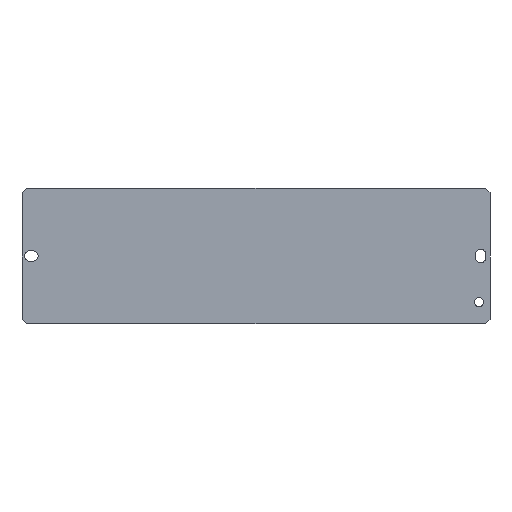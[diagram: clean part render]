
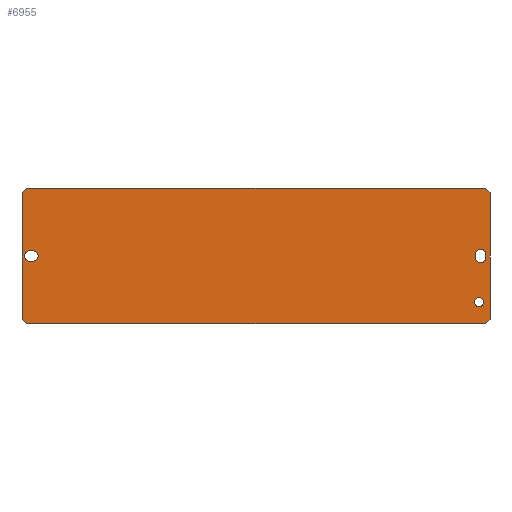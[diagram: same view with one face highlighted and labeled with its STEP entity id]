
A CAD part, front view. The second image highlights one B-rep face of the part: STEP entity #6955.
In plain terms, the highlighted planar face has unit normal (0, -1, 0).
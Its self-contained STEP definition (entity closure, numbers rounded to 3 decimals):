
#46=AXIS2_PLACEMENT_3D('Circle Axis2P3D',#44,#45,$) ;
#89=AXIS2_PLACEMENT_3D('Circle Axis2P3D',#87,#88,$) ;
#2366=AXIS2_PLACEMENT_3D('Circle Axis2P3D',#2364,#2365,$) ;
#2407=AXIS2_PLACEMENT_3D('Circle Axis2P3D',#2405,#2406,$) ;
#4200=AXIS2_PLACEMENT_3D('Circle Axis2P3D',#4198,#4199,$) ;
#4250=AXIS2_PLACEMENT_3D('Circle Axis2P3D',#4248,#4249,$) ;
#6927=AXIS2_PLACEMENT_3D('Plane Axis2P3D',#6924,#6925,#6926) ;
#44=CARTESIAN_POINT('Axis2P3D Location',(201.144,0.,9.5)) ;
#48=CARTESIAN_POINT('Vertex',(203.144,0.,9.5)) ;
#50=CARTESIAN_POINT('Vertex',(199.144,0.,9.5)) ;
#87=CARTESIAN_POINT('Axis2P3D Location',(201.144,0.,9.5)) ;
#330=CARTESIAN_POINT('Vertex',(206.,0.,57.6)) ;
#333=CARTESIAN_POINT('Line Origine',(206.,0.,29.8)) ;
#337=CARTESIAN_POINT('Vertex',(206.,0.,2.)) ;
#1955=CARTESIAN_POINT('Line Origine',(205.,0.,58.6)) ;
#1959=CARTESIAN_POINT('Vertex',(204.,0.,59.6)) ;
#1991=CARTESIAN_POINT('Vertex',(204.,0.,0.)) ;
#2001=CARTESIAN_POINT('Line Origine',(205.,0.,1.)) ;
#2200=CARTESIAN_POINT('Line Origine',(103.,0.,59.6)) ;
#2204=CARTESIAN_POINT('Vertex',(2.,0.,59.6)) ;
#2257=CARTESIAN_POINT('Line Origine',(103.,0.,0.)) ;
#2261=CARTESIAN_POINT('Vertex',(2.,0.,0.)) ;
#2314=CARTESIAN_POINT('Vertex',(0.,0.,2.)) ;
#2317=CARTESIAN_POINT('Line Origine',(0.,0.,29.8)) ;
#2321=CARTESIAN_POINT('Vertex',(0.,0.,57.6)) ;
#2364=CARTESIAN_POINT('Axis2P3D Location',(3.34,0.,29.8)) ;
#2368=CARTESIAN_POINT('Vertex',(3.34,0.,27.55)) ;
#2370=CARTESIAN_POINT('Vertex',(3.34,0.,32.05)) ;
#2405=CARTESIAN_POINT('Axis2P3D Location',(4.84,0.,29.8)) ;
#2409=CARTESIAN_POINT('Vertex',(4.84,0.,32.05)) ;
#2411=CARTESIAN_POINT('Vertex',(4.84,0.,27.55)) ;
#4033=CARTESIAN_POINT('Line Origine',(4.09,0.,32.05)) ;
#4056=CARTESIAN_POINT('Line Origine',(4.09,0.,27.55)) ;
#4112=CARTESIAN_POINT('Line Origine',(1.,0.,1.)) ;
#4135=CARTESIAN_POINT('Line Origine',(1.,0.,58.6)) ;
#4166=CARTESIAN_POINT('Line Origine',(199.658,0.,29.8)) ;
#4170=CARTESIAN_POINT('Vertex',(199.658,0.,30.55)) ;
#4172=CARTESIAN_POINT('Vertex',(199.658,0.,29.05)) ;
#4198=CARTESIAN_POINT('Axis2P3D Location',(201.908,0.,30.55)) ;
#4202=CARTESIAN_POINT('Vertex',(204.158,0.,30.55)) ;
#4223=CARTESIAN_POINT('Line Origine',(204.158,0.,29.8)) ;
#4227=CARTESIAN_POINT('Vertex',(204.158,0.,29.05)) ;
#4248=CARTESIAN_POINT('Axis2P3D Location',(201.908,0.,29.05)) ;
#6924=CARTESIAN_POINT('Axis2P3D Location',(0.,0.,0.)) ;
#45=DIRECTION('Axis2P3D Direction',(0.,1.,0.)) ;
#88=DIRECTION('Axis2P3D Direction',(0.,1.,0.)) ;
#334=DIRECTION('Vector Direction',(0.,0.,-1.)) ;
#1956=DIRECTION('Vector Direction',(0.707,0.,-0.707)) ;
#2002=DIRECTION('Vector Direction',(0.707,0.,0.707)) ;
#2201=DIRECTION('Vector Direction',(1.,0.,0.)) ;
#2258=DIRECTION('Vector Direction',(-1.,0.,0.)) ;
#2318=DIRECTION('Vector Direction',(0.,0.,1.)) ;
#2365=DIRECTION('Axis2P3D Direction',(0.,1.,-0.)) ;
#2406=DIRECTION('Axis2P3D Direction',(0.,1.,-0.)) ;
#4034=DIRECTION('Vector Direction',(-1.,0.,0.)) ;
#4057=DIRECTION('Vector Direction',(1.,0.,0.)) ;
#4113=DIRECTION('Vector Direction',(-0.707,0.,0.707)) ;
#4136=DIRECTION('Vector Direction',(-0.707,0.,-0.707)) ;
#4167=DIRECTION('Vector Direction',(0.,0.,-1.)) ;
#4199=DIRECTION('Axis2P3D Direction',(0.,1.,-0.)) ;
#4224=DIRECTION('Vector Direction',(0.,0.,1.)) ;
#4249=DIRECTION('Axis2P3D Direction',(0.,1.,-0.)) ;
#6925=DIRECTION('Axis2P3D Direction',(0.,1.,0.)) ;
#6926=DIRECTION('Axis2P3D XDirection',(0.,0.,1.)) ;
#335=VECTOR('Line Direction',#334,1.) ;
#1957=VECTOR('Line Direction',#1956,1.) ;
#2003=VECTOR('Line Direction',#2002,1.) ;
#2202=VECTOR('Line Direction',#2201,1.) ;
#2259=VECTOR('Line Direction',#2258,1.) ;
#2319=VECTOR('Line Direction',#2318,1.) ;
#4035=VECTOR('Line Direction',#4034,1.) ;
#4058=VECTOR('Line Direction',#4057,1.) ;
#4114=VECTOR('Line Direction',#4113,1.) ;
#4137=VECTOR('Line Direction',#4136,1.) ;
#4168=VECTOR('Line Direction',#4167,1.) ;
#4225=VECTOR('Line Direction',#4224,1.) ;
#6930=ORIENTED_EDGE('',*,*,#4139,.F.) ;
#6931=ORIENTED_EDGE('',*,*,#2323,.F.) ;
#6932=ORIENTED_EDGE('',*,*,#4116,.F.) ;
#6933=ORIENTED_EDGE('',*,*,#2263,.F.) ;
#6934=ORIENTED_EDGE('',*,*,#2005,.F.) ;
#6935=ORIENTED_EDGE('',*,*,#339,.F.) ;
#6936=ORIENTED_EDGE('',*,*,#1961,.F.) ;
#6937=ORIENTED_EDGE('',*,*,#2206,.F.) ;
#6940=ORIENTED_EDGE('',*,*,#52,.T.) ;
#6941=ORIENTED_EDGE('',*,*,#91,.T.) ;
#6944=ORIENTED_EDGE('',*,*,#4174,.F.) ;
#6945=ORIENTED_EDGE('',*,*,#4204,.T.) ;
#6946=ORIENTED_EDGE('',*,*,#4229,.F.) ;
#6947=ORIENTED_EDGE('',*,*,#4252,.T.) ;
#6950=ORIENTED_EDGE('',*,*,#4037,.F.) ;
#6951=ORIENTED_EDGE('',*,*,#2413,.T.) ;
#6952=ORIENTED_EDGE('',*,*,#4060,.F.) ;
#6953=ORIENTED_EDGE('',*,*,#2372,.T.) ;
#6942=FACE_BOUND('',#6939,.T.) ;
#6948=FACE_BOUND('',#6943,.T.) ;
#6954=FACE_BOUND('',#6949,.T.) ;
#6955=ADVANCED_FACE('Housing',(#6938,#6942,#6948,#6954),#6928,.F.) ;
#47=CIRCLE('generated circle',#46,2.) ;
#90=CIRCLE('generated circle',#89,2.) ;
#2367=CIRCLE('generated circle',#2366,2.25) ;
#2408=CIRCLE('generated circle',#2407,2.25) ;
#4201=CIRCLE('generated circle',#4200,2.25) ;
#4251=CIRCLE('generated circle',#4250,2.25) ;
#52=EDGE_CURVE('',#49,#51,#47,.T.) ;
#91=EDGE_CURVE('',#51,#49,#90,.T.) ;
#339=EDGE_CURVE('',#331,#338,#336,.T.) ;
#1961=EDGE_CURVE('',#1960,#331,#1958,.T.) ;
#2005=EDGE_CURVE('',#338,#1992,#2004,.F.) ;
#2206=EDGE_CURVE('',#2205,#1960,#2203,.T.) ;
#2263=EDGE_CURVE('',#1992,#2262,#2260,.T.) ;
#2323=EDGE_CURVE('',#2315,#2322,#2320,.T.) ;
#2372=EDGE_CURVE('',#2369,#2371,#2367,.T.) ;
#2413=EDGE_CURVE('',#2410,#2412,#2408,.T.) ;
#4037=EDGE_CURVE('',#2410,#2371,#4036,.T.) ;
#4060=EDGE_CURVE('',#2369,#2412,#4059,.T.) ;
#4116=EDGE_CURVE('',#2262,#2315,#4115,.T.) ;
#4139=EDGE_CURVE('',#2322,#2205,#4138,.F.) ;
#4174=EDGE_CURVE('',#4171,#4173,#4169,.T.) ;
#4204=EDGE_CURVE('',#4171,#4203,#4201,.T.) ;
#4229=EDGE_CURVE('',#4228,#4203,#4226,.T.) ;
#4252=EDGE_CURVE('',#4228,#4173,#4251,.T.) ;
#6929=EDGE_LOOP('',(#6930,#6931,#6932,#6933,#6934,#6935,#6936,#6937)) ;
#6939=EDGE_LOOP('',(#6940,#6941)) ;
#6943=EDGE_LOOP('',(#6944,#6945,#6946,#6947)) ;
#6949=EDGE_LOOP('',(#6950,#6951,#6952,#6953)) ;
#6938=FACE_OUTER_BOUND('',#6929,.T.) ;
#336=LINE('Line',#333,#335) ;
#1958=LINE('Line',#1955,#1957) ;
#2004=LINE('Line',#2001,#2003) ;
#2203=LINE('Line',#2200,#2202) ;
#2260=LINE('Line',#2257,#2259) ;
#2320=LINE('Line',#2317,#2319) ;
#4036=LINE('Line',#4033,#4035) ;
#4059=LINE('Line',#4056,#4058) ;
#4115=LINE('Line',#4112,#4114) ;
#4138=LINE('Line',#4135,#4137) ;
#4169=LINE('Line',#4166,#4168) ;
#4226=LINE('Line',#4223,#4225) ;
#6928=PLANE('',#6927) ;
#49=VERTEX_POINT('',#48) ;
#51=VERTEX_POINT('',#50) ;
#331=VERTEX_POINT('',#330) ;
#338=VERTEX_POINT('',#337) ;
#1960=VERTEX_POINT('',#1959) ;
#1992=VERTEX_POINT('',#1991) ;
#2205=VERTEX_POINT('',#2204) ;
#2262=VERTEX_POINT('',#2261) ;
#2315=VERTEX_POINT('',#2314) ;
#2322=VERTEX_POINT('',#2321) ;
#2369=VERTEX_POINT('',#2368) ;
#2371=VERTEX_POINT('',#2370) ;
#2410=VERTEX_POINT('',#2409) ;
#2412=VERTEX_POINT('',#2411) ;
#4171=VERTEX_POINT('',#4170) ;
#4173=VERTEX_POINT('',#4172) ;
#4203=VERTEX_POINT('',#4202) ;
#4228=VERTEX_POINT('',#4227) ;
